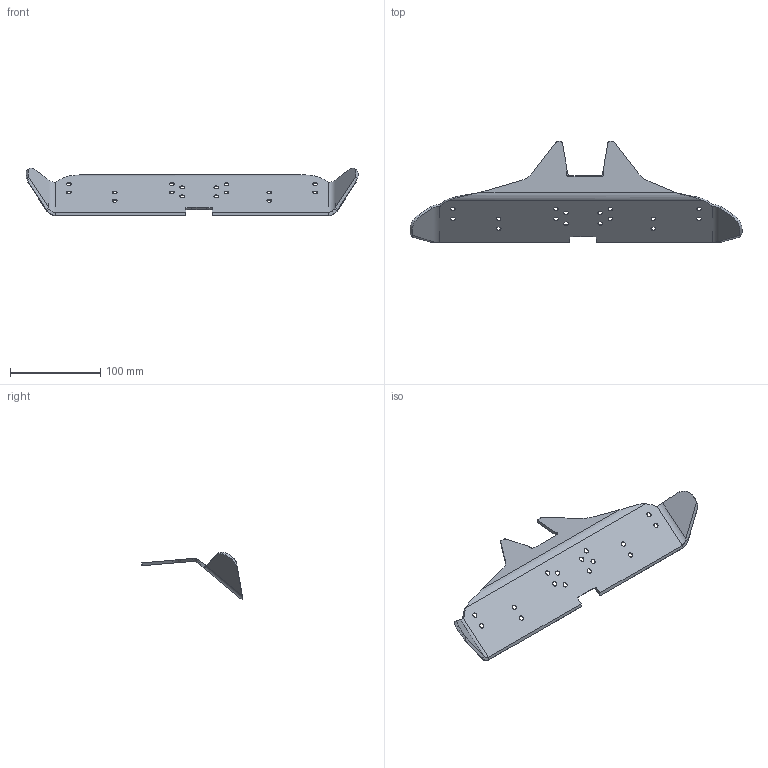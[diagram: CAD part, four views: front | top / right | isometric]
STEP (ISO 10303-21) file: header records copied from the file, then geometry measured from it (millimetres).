
FILE_DESCRIPTION (( 'STEP AP214' ), '1' );
FILE_NAME ('Full Plow Wedge.STEP', '2024-04-12T01:46:24', ( '' ), ( '' ), 'SwSTEP 2.0', 'SolidWorks 2023', '' );
FILE_SCHEMA (( 'AUTOMOTIVE_DESIGN' ));
Length unit declared in the file: inch
Products named in the file (1): Full Plow Wedge
Bounding box: 368.3 x 112.05 x 52.86 mm (x, y, z)
Volume: 88880.9 mm3; surface area: 60482.7 mm2
Topology: 1 solids, 1 shells, 134 faces, 340 edges, 208 vertices
Faces by surface type: cylinder 55, plane 37, cone 34, bspline 8
Entity records: 4629 total; most frequent: CARTESIAN_POINT 1307, DIRECTION 696, ORIENTED_EDGE 680, EDGE_CURVE 340, AXIS2_PLACEMENT_3D 263, VERTEX_POINT 208, VECTOR 170, LINE 170
